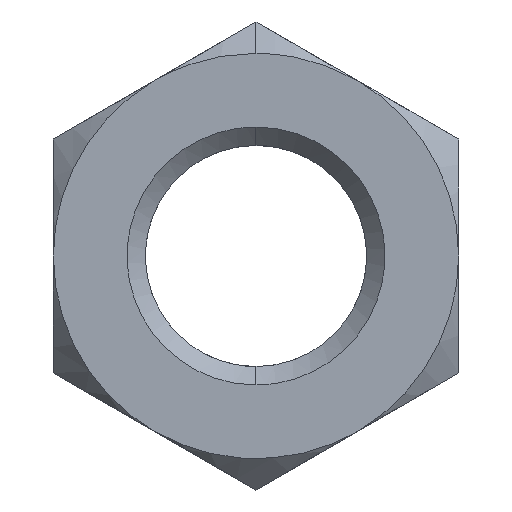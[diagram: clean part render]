
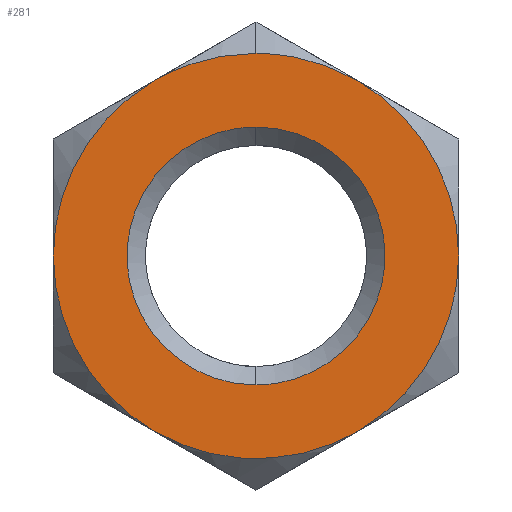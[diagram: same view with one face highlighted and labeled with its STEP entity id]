
A CAD part, front view. The second image highlights one B-rep face of the part: STEP entity #281.
In plain terms, the highlighted free-form (B-spline) face has degree [1, 1] with [2, 2] control points.
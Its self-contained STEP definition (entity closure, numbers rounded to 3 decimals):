
#24 = VERTEX_POINT('',#25);
#25 = CARTESIAN_POINT('',(0.,0.,-10.244));
#30 = EDGE_CURVE('',#24,#31,#33,.T.);
#31 = VERTEX_POINT('',#32);
#32 = CARTESIAN_POINT('',(0.,0.,10.244));
#33 = ( BOUNDED_CURVE() B_SPLINE_CURVE(2,(#34,#35,#36,#37,#38),
.UNSPECIFIED.,.F.,.F.) B_SPLINE_CURVE_WITH_KNOTS((3,2,3),(3.142,
4.712,6.283),.PIECEWISE_BEZIER_KNOTS.) CURVE() 
GEOMETRIC_REPRESENTATION_ITEM() RATIONAL_B_SPLINE_CURVE((1.,
0.707,1.,0.707,1.)) REPRESENTATION_ITEM('') );
#34 = CARTESIAN_POINT('',(0.,0.,-10.244));
#35 = CARTESIAN_POINT('',(-10.244,0.,-10.244));
#36 = CARTESIAN_POINT('',(-10.244,0.,0.));
#37 = CARTESIAN_POINT('',(-10.244,0.,10.244));
#38 = CARTESIAN_POINT('',(0.,0.,10.244));
#155 = EDGE_CURVE('',#156,#158,#160,.T.);
#156 = VERTEX_POINT('',#157);
#157 = CARTESIAN_POINT('',(0.,0.,16.097));
#158 = VERTEX_POINT('',#159);
#159 = CARTESIAN_POINT('',(-8.048,0.,13.94));
#160 = ( BOUNDED_CURVE() B_SPLINE_CURVE(2,(#161,#162,#163),
.UNSPECIFIED.,.F.,.F.) B_SPLINE_CURVE_WITH_KNOTS((3,3),(3.142,
3.665),.PIECEWISE_BEZIER_KNOTS.) CURVE() 
GEOMETRIC_REPRESENTATION_ITEM() RATIONAL_B_SPLINE_CURVE((1.,
0.966,1.)) REPRESENTATION_ITEM('') );
#161 = CARTESIAN_POINT('',(0.,0.,
    16.097));
#162 = CARTESIAN_POINT('',(-4.313,0.,
    16.097));
#163 = CARTESIAN_POINT('',(-8.048,0.,
    13.94));
#281 = ADVANCED_FACE('',(#282,#293),#342,.F.);
#282 = FACE_BOUND('',#283,.T.);
#283 = EDGE_LOOP('',(#284,#285));
#284 = ORIENTED_EDGE('',*,*,#30,.T.);
#285 = ORIENTED_EDGE('',*,*,#286,.T.);
#286 = EDGE_CURVE('',#31,#24,#287,.T.);
#287 = ( BOUNDED_CURVE() B_SPLINE_CURVE(2,(#288,#289,#290,#291,#292),
.UNSPECIFIED.,.F.,.F.) B_SPLINE_CURVE_WITH_KNOTS((3,2,3),(0.,
1.571,3.142),.PIECEWISE_BEZIER_KNOTS.) CURVE() 
GEOMETRIC_REPRESENTATION_ITEM() RATIONAL_B_SPLINE_CURVE((1.,
0.707,1.,0.707,1.)) REPRESENTATION_ITEM('') );
#288 = CARTESIAN_POINT('',(0.,0.,10.244));
#289 = CARTESIAN_POINT('',(10.244,0.,10.244));
#290 = CARTESIAN_POINT('',(10.244,0.,0.));
#291 = CARTESIAN_POINT('',(10.244,0.,-10.244));
#292 = CARTESIAN_POINT('',(0.,0.,-10.244));
#293 = FACE_BOUND('',#294,.T.);
#294 = EDGE_LOOP('',(#295,#305,#311,#312,#320,#328,#336));
#295 = ORIENTED_EDGE('',*,*,#296,.T.);
#296 = EDGE_CURVE('',#297,#299,#301,.T.);
#297 = VERTEX_POINT('',#298);
#298 = CARTESIAN_POINT('',(16.097,0.,0.));
#299 = VERTEX_POINT('',#300);
#300 = CARTESIAN_POINT('',(8.048,0.,
    13.94));
#301 = ( BOUNDED_CURVE() B_SPLINE_CURVE(2,(#302,#303,#304),
.UNSPECIFIED.,.F.,.F.) B_SPLINE_CURVE_WITH_KNOTS((3,3),(1.571,
2.618),.PIECEWISE_BEZIER_KNOTS.) CURVE() 
GEOMETRIC_REPRESENTATION_ITEM() RATIONAL_B_SPLINE_CURVE((1.,
0.866,1.)) REPRESENTATION_ITEM('') );
#302 = CARTESIAN_POINT('',(16.097,0.,
    0.));
#303 = CARTESIAN_POINT('',(16.097,0.,
    9.294));
#304 = CARTESIAN_POINT('',(8.048,0.,
    13.94));
#305 = ORIENTED_EDGE('',*,*,#306,.T.);
#306 = EDGE_CURVE('',#299,#156,#307,.T.);
#307 = ( BOUNDED_CURVE() B_SPLINE_CURVE(2,(#308,#309,#310),
.UNSPECIFIED.,.F.,.F.) B_SPLINE_CURVE_WITH_KNOTS((3,3),(2.618,
3.142),.PIECEWISE_BEZIER_KNOTS.) CURVE() 
GEOMETRIC_REPRESENTATION_ITEM() RATIONAL_B_SPLINE_CURVE((1.,
0.966,1.)) REPRESENTATION_ITEM('') );
#308 = CARTESIAN_POINT('',(8.048,0.,
    13.94));
#309 = CARTESIAN_POINT('',(4.313,0.,
    16.097));
#310 = CARTESIAN_POINT('',(0.,0.,
    16.097));
#311 = ORIENTED_EDGE('',*,*,#155,.T.);
#312 = ORIENTED_EDGE('',*,*,#313,.T.);
#313 = EDGE_CURVE('',#158,#314,#316,.T.);
#314 = VERTEX_POINT('',#315);
#315 = CARTESIAN_POINT('',(-16.097,0.,0.));
#316 = ( BOUNDED_CURVE() B_SPLINE_CURVE(2,(#317,#318,#319),
.UNSPECIFIED.,.F.,.F.) B_SPLINE_CURVE_WITH_KNOTS((3,3),(3.665,
4.712),.PIECEWISE_BEZIER_KNOTS.) CURVE() 
GEOMETRIC_REPRESENTATION_ITEM() RATIONAL_B_SPLINE_CURVE((1.,
0.866,1.)) REPRESENTATION_ITEM('') );
#317 = CARTESIAN_POINT('',(-8.048,0.,
    13.94));
#318 = CARTESIAN_POINT('',(-16.097,0.,
    9.294));
#319 = CARTESIAN_POINT('',(-16.097,0.,
    0.));
#320 = ORIENTED_EDGE('',*,*,#321,.T.);
#321 = EDGE_CURVE('',#314,#322,#324,.T.);
#322 = VERTEX_POINT('',#323);
#323 = CARTESIAN_POINT('',(-8.048,0.,
    -13.94));
#324 = ( BOUNDED_CURVE() B_SPLINE_CURVE(2,(#325,#326,#327),
.UNSPECIFIED.,.F.,.F.) B_SPLINE_CURVE_WITH_KNOTS((3,3),(4.712,
5.76),.PIECEWISE_BEZIER_KNOTS.) CURVE() 
GEOMETRIC_REPRESENTATION_ITEM() RATIONAL_B_SPLINE_CURVE((1.,
0.866,1.)) REPRESENTATION_ITEM('') );
#325 = CARTESIAN_POINT('',(-16.097,0.,
    0.));
#326 = CARTESIAN_POINT('',(-16.097,0.,
    -9.294));
#327 = CARTESIAN_POINT('',(-8.048,0.,
    -13.94));
#328 = ORIENTED_EDGE('',*,*,#329,.T.);
#329 = EDGE_CURVE('',#322,#330,#332,.T.);
#330 = VERTEX_POINT('',#331);
#331 = CARTESIAN_POINT('',(8.048,0.,
    -13.94));
#332 = ( BOUNDED_CURVE() B_SPLINE_CURVE(2,(#333,#334,#335),
.UNSPECIFIED.,.F.,.F.) B_SPLINE_CURVE_WITH_KNOTS((3,3),(5.76,
6.807),.PIECEWISE_BEZIER_KNOTS.) CURVE() 
GEOMETRIC_REPRESENTATION_ITEM() RATIONAL_B_SPLINE_CURVE((1.,
0.866,1.)) REPRESENTATION_ITEM('') );
#333 = CARTESIAN_POINT('',(-8.048,0.,
    -13.94));
#334 = CARTESIAN_POINT('',(0.,0.,
    -18.587));
#335 = CARTESIAN_POINT('',(8.048,0.,
    -13.94));
#336 = ORIENTED_EDGE('',*,*,#337,.T.);
#337 = EDGE_CURVE('',#330,#297,#338,.T.);
#338 = ( BOUNDED_CURVE() B_SPLINE_CURVE(2,(#339,#340,#341),
.UNSPECIFIED.,.F.,.F.) B_SPLINE_CURVE_WITH_KNOTS((3,3),(0.524,
1.571),.PIECEWISE_BEZIER_KNOTS.) CURVE() 
GEOMETRIC_REPRESENTATION_ITEM() RATIONAL_B_SPLINE_CURVE((1.,
0.866,1.)) REPRESENTATION_ITEM('') );
#339 = CARTESIAN_POINT('',(8.048,0.,
    -13.94));
#340 = CARTESIAN_POINT('',(16.097,0.,
    -9.294));
#341 = CARTESIAN_POINT('',(16.097,0.,
    0.));
#342 = B_SPLINE_SURFACE_WITH_KNOTS('',1,1,(
    (#343,#344)
    ,(#345,#346
    )),.UNSPECIFIED.,.F.,.F.,.F.,(2,2),(2,2),(-11.,11.),(-11.,11.),
  .PIECEWISE_BEZIER_KNOTS.);
#343 = CARTESIAN_POINT('',(-16.097,0.,-16.097));
#344 = CARTESIAN_POINT('',(16.097,0.,-16.097));
#345 = CARTESIAN_POINT('',(-16.097,0.,16.097));
#346 = CARTESIAN_POINT('',(16.097,0.,16.097));
